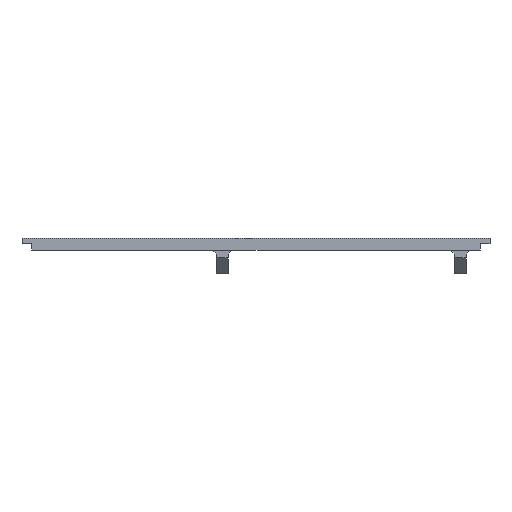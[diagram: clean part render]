
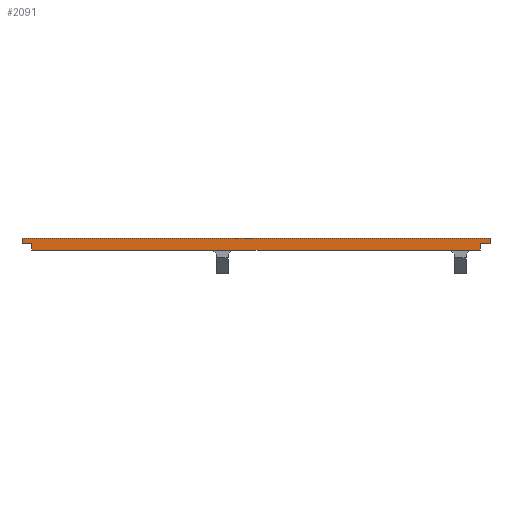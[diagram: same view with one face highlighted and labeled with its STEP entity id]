
A CAD part, front view. The second image highlights one B-rep face of the part: STEP entity #2091.
In plain terms, the highlighted planar face has unit normal (0, -1, 0).
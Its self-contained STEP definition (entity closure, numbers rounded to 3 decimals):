
#156 = PLANE('',#157);
#157 = AXIS2_PLACEMENT_3D('',#158,#159,#160);
#158 = CARTESIAN_POINT('',(56.19,-125.,-3.));
#159 = DIRECTION('',(0.,0.,1.));
#160 = DIRECTION('',(1.,0.,0.));
#600 = VERTEX_POINT('',#601);
#601 = CARTESIAN_POINT('',(2.5,-250.,-3.));
#615 = PLANE('',#616);
#616 = AXIS2_PLACEMENT_3D('',#617,#618,#619);
#617 = CARTESIAN_POINT('',(2.5,-250.,-3.));
#618 = DIRECTION('',(1.,0.,0.));
#619 = DIRECTION('',(0.,0.,1.));
#627 = EDGE_CURVE('',#600,#628,#630,.T.);
#628 = VERTEX_POINT('',#629);
#629 = CARTESIAN_POINT('',(115.5,-250.,-3.));
#630 = SURFACE_CURVE('',#631,(#635,#642),.PCURVE_S1.);
#631 = LINE('',#632,#633);
#632 = CARTESIAN_POINT('',(0.,-250.,-3.));
#633 = VECTOR('',#634,1.);
#634 = DIRECTION('',(1.,0.,0.));
#635 = PCURVE('',#156,#636);
#636 = DEFINITIONAL_REPRESENTATION('',(#637),#641);
#637 = LINE('',#638,#639);
#638 = CARTESIAN_POINT('',(-56.19,-125.));
#639 = VECTOR('',#640,1.);
#640 = DIRECTION('',(1.,0.));
#641 = ( GEOMETRIC_REPRESENTATION_CONTEXT(2) 
PARAMETRIC_REPRESENTATION_CONTEXT() REPRESENTATION_CONTEXT('2D SPACE',''
  ) );
#642 = PCURVE('',#643,#648);
#643 = PLANE('',#644);
#644 = AXIS2_PLACEMENT_3D('',#645,#646,#647);
#645 = CARTESIAN_POINT('',(0.,-250.,0.));
#646 = DIRECTION('',(0.,-1.,0.));
#647 = DIRECTION('',(1.,0.,0.));
#648 = DEFINITIONAL_REPRESENTATION('',(#649),#653);
#649 = LINE('',#650,#651);
#650 = CARTESIAN_POINT('',(0.,-3.));
#651 = VECTOR('',#652,1.);
#652 = DIRECTION('',(1.,0.));
#653 = ( GEOMETRIC_REPRESENTATION_CONTEXT(2) 
PARAMETRIC_REPRESENTATION_CONTEXT() REPRESENTATION_CONTEXT('2D SPACE',''
  ) );
#669 = PLANE('',#670);
#670 = AXIS2_PLACEMENT_3D('',#671,#672,#673);
#671 = CARTESIAN_POINT('',(115.5,-250.,-1.35));
#672 = DIRECTION('',(-1.,0.,0.));
#673 = DIRECTION('',(0.,0.,-1.));
#1827 = PLANE('',#1828);
#1828 = AXIS2_PLACEMENT_3D('',#1829,#1830,#1831);
#1829 = CARTESIAN_POINT('',(56.19,-125.,0.));
#1830 = DIRECTION('',(0.,0.,1.));
#1831 = DIRECTION('',(1.,0.,0.));
#1855 = PLANE('',#1856);
#1856 = AXIS2_PLACEMENT_3D('',#1857,#1858,#1859);
#1857 = CARTESIAN_POINT('',(118.,-250.,0.));
#1858 = DIRECTION('',(1.,0.,0.));
#1859 = DIRECTION('',(0.,1.,0.));
#1883 = PLANE('',#1884);
#1884 = AXIS2_PLACEMENT_3D('',#1885,#1886,#1887);
#1885 = CARTESIAN_POINT('',(118.,-250.,-1.35));
#1886 = DIRECTION('',(0.,0.,1.));
#1887 = DIRECTION('',(-1.,0.,0.));
#1956 = PLANE('',#1957);
#1957 = AXIS2_PLACEMENT_3D('',#1958,#1959,#1960);
#1958 = CARTESIAN_POINT('',(2.5,-250.,-1.35));
#1959 = DIRECTION('',(0.,0.,1.));
#1960 = DIRECTION('',(-1.,0.,0.));
#1982 = PLANE('',#1983);
#1983 = AXIS2_PLACEMENT_3D('',#1984,#1985,#1986);
#1984 = CARTESIAN_POINT('',(0.,0.,0.));
#1985 = DIRECTION('',(-1.,0.,0.));
#1986 = DIRECTION('',(0.,-1.,0.));
#1997 = EDGE_CURVE('',#1998,#628,#2000,.T.);
#1998 = VERTEX_POINT('',#1999);
#1999 = CARTESIAN_POINT('',(115.5,-250.,-1.35));
#2000 = SURFACE_CURVE('',#2001,(#2005,#2012),.PCURVE_S1.);
#2001 = LINE('',#2002,#2003);
#2002 = CARTESIAN_POINT('',(115.5,-250.,-1.35));
#2003 = VECTOR('',#2004,1.);
#2004 = DIRECTION('',(0.,0.,-1.));
#2005 = PCURVE('',#669,#2006);
#2006 = DEFINITIONAL_REPRESENTATION('',(#2007),#2011);
#2007 = LINE('',#2008,#2009);
#2008 = CARTESIAN_POINT('',(0.,0.));
#2009 = VECTOR('',#2010,1.);
#2010 = DIRECTION('',(1.,0.));
#2011 = ( GEOMETRIC_REPRESENTATION_CONTEXT(2) 
PARAMETRIC_REPRESENTATION_CONTEXT() REPRESENTATION_CONTEXT('2D SPACE',''
  ) );
#2012 = PCURVE('',#643,#2013);
#2013 = DEFINITIONAL_REPRESENTATION('',(#2014),#2018);
#2014 = LINE('',#2015,#2016);
#2015 = CARTESIAN_POINT('',(115.5,-1.35));
#2016 = VECTOR('',#2017,1.);
#2017 = DIRECTION('',(0.,-1.));
#2018 = ( GEOMETRIC_REPRESENTATION_CONTEXT(2) 
PARAMETRIC_REPRESENTATION_CONTEXT() REPRESENTATION_CONTEXT('2D SPACE',''
  ) );
#2046 = EDGE_CURVE('',#600,#2047,#2049,.T.);
#2047 = VERTEX_POINT('',#2048);
#2048 = CARTESIAN_POINT('',(2.5,-250.,-1.35));
#2049 = SURFACE_CURVE('',#2050,(#2054,#2061),.PCURVE_S1.);
#2050 = LINE('',#2051,#2052);
#2051 = CARTESIAN_POINT('',(2.5,-250.,-3.));
#2052 = VECTOR('',#2053,1.);
#2053 = DIRECTION('',(0.,0.,1.));
#2054 = PCURVE('',#615,#2055);
#2055 = DEFINITIONAL_REPRESENTATION('',(#2056),#2060);
#2056 = LINE('',#2057,#2058);
#2057 = CARTESIAN_POINT('',(0.,0.));
#2058 = VECTOR('',#2059,1.);
#2059 = DIRECTION('',(1.,0.));
#2060 = ( GEOMETRIC_REPRESENTATION_CONTEXT(2) 
PARAMETRIC_REPRESENTATION_CONTEXT() REPRESENTATION_CONTEXT('2D SPACE',''
  ) );
#2061 = PCURVE('',#643,#2062);
#2062 = DEFINITIONAL_REPRESENTATION('',(#2063),#2067);
#2063 = LINE('',#2064,#2065);
#2064 = CARTESIAN_POINT('',(2.5,-3.));
#2065 = VECTOR('',#2066,1.);
#2066 = DIRECTION('',(0.,1.));
#2067 = ( GEOMETRIC_REPRESENTATION_CONTEXT(2) 
PARAMETRIC_REPRESENTATION_CONTEXT() REPRESENTATION_CONTEXT('2D SPACE',''
  ) );
#2091 = ADVANCED_FACE('',(#2092),#643,.T.);
#2092 = FACE_BOUND('',#2093,.T.);
#2093 = EDGE_LOOP('',(#2094,#2119,#2142,#2163,#2164,#2165,#2166,#2189));
#2094 = ORIENTED_EDGE('',*,*,#2095,.F.);
#2095 = EDGE_CURVE('',#2096,#2098,#2100,.T.);
#2096 = VERTEX_POINT('',#2097);
#2097 = CARTESIAN_POINT('',(0.,-250.,0.));
#2098 = VERTEX_POINT('',#2099);
#2099 = CARTESIAN_POINT('',(118.,-250.,0.));
#2100 = SURFACE_CURVE('',#2101,(#2105,#2112),.PCURVE_S1.);
#2101 = LINE('',#2102,#2103);
#2102 = CARTESIAN_POINT('',(0.,-250.,0.));
#2103 = VECTOR('',#2104,1.);
#2104 = DIRECTION('',(1.,0.,0.));
#2105 = PCURVE('',#643,#2106);
#2106 = DEFINITIONAL_REPRESENTATION('',(#2107),#2111);
#2107 = LINE('',#2108,#2109);
#2108 = CARTESIAN_POINT('',(0.,0.));
#2109 = VECTOR('',#2110,1.);
#2110 = DIRECTION('',(1.,0.));
#2111 = ( GEOMETRIC_REPRESENTATION_CONTEXT(2) 
PARAMETRIC_REPRESENTATION_CONTEXT() REPRESENTATION_CONTEXT('2D SPACE',''
  ) );
#2112 = PCURVE('',#1827,#2113);
#2113 = DEFINITIONAL_REPRESENTATION('',(#2114),#2118);
#2114 = LINE('',#2115,#2116);
#2115 = CARTESIAN_POINT('',(-56.19,-125.));
#2116 = VECTOR('',#2117,1.);
#2117 = DIRECTION('',(1.,0.));
#2118 = ( GEOMETRIC_REPRESENTATION_CONTEXT(2) 
PARAMETRIC_REPRESENTATION_CONTEXT() REPRESENTATION_CONTEXT('2D SPACE',''
  ) );
#2119 = ORIENTED_EDGE('',*,*,#2120,.T.);
#2120 = EDGE_CURVE('',#2096,#2121,#2123,.T.);
#2121 = VERTEX_POINT('',#2122);
#2122 = CARTESIAN_POINT('',(0.,-250.,-1.35));
#2123 = SURFACE_CURVE('',#2124,(#2128,#2135),.PCURVE_S1.);
#2124 = LINE('',#2125,#2126);
#2125 = CARTESIAN_POINT('',(0.,-250.,0.));
#2126 = VECTOR('',#2127,1.);
#2127 = DIRECTION('',(-0.,-0.,-1.));
#2128 = PCURVE('',#643,#2129);
#2129 = DEFINITIONAL_REPRESENTATION('',(#2130),#2134);
#2130 = LINE('',#2131,#2132);
#2131 = CARTESIAN_POINT('',(0.,0.));
#2132 = VECTOR('',#2133,1.);
#2133 = DIRECTION('',(0.,-1.));
#2134 = ( GEOMETRIC_REPRESENTATION_CONTEXT(2) 
PARAMETRIC_REPRESENTATION_CONTEXT() REPRESENTATION_CONTEXT('2D SPACE',''
  ) );
#2135 = PCURVE('',#1982,#2136);
#2136 = DEFINITIONAL_REPRESENTATION('',(#2137),#2141);
#2137 = LINE('',#2138,#2139);
#2138 = CARTESIAN_POINT('',(250.,0.));
#2139 = VECTOR('',#2140,1.);
#2140 = DIRECTION('',(0.,-1.));
#2141 = ( GEOMETRIC_REPRESENTATION_CONTEXT(2) 
PARAMETRIC_REPRESENTATION_CONTEXT() REPRESENTATION_CONTEXT('2D SPACE',''
  ) );
#2142 = ORIENTED_EDGE('',*,*,#2143,.F.);
#2143 = EDGE_CURVE('',#2047,#2121,#2144,.T.);
#2144 = SURFACE_CURVE('',#2145,(#2149,#2156),.PCURVE_S1.);
#2145 = LINE('',#2146,#2147);
#2146 = CARTESIAN_POINT('',(2.5,-250.,-1.35));
#2147 = VECTOR('',#2148,1.);
#2148 = DIRECTION('',(-1.,0.,0.));
#2149 = PCURVE('',#643,#2150);
#2150 = DEFINITIONAL_REPRESENTATION('',(#2151),#2155);
#2151 = LINE('',#2152,#2153);
#2152 = CARTESIAN_POINT('',(2.5,-1.35));
#2153 = VECTOR('',#2154,1.);
#2154 = DIRECTION('',(-1.,0.));
#2155 = ( GEOMETRIC_REPRESENTATION_CONTEXT(2) 
PARAMETRIC_REPRESENTATION_CONTEXT() REPRESENTATION_CONTEXT('2D SPACE',''
  ) );
#2156 = PCURVE('',#1956,#2157);
#2157 = DEFINITIONAL_REPRESENTATION('',(#2158),#2162);
#2158 = LINE('',#2159,#2160);
#2159 = CARTESIAN_POINT('',(0.,0.));
#2160 = VECTOR('',#2161,1.);
#2161 = DIRECTION('',(1.,0.));
#2162 = ( GEOMETRIC_REPRESENTATION_CONTEXT(2) 
PARAMETRIC_REPRESENTATION_CONTEXT() REPRESENTATION_CONTEXT('2D SPACE',''
  ) );
#2163 = ORIENTED_EDGE('',*,*,#2046,.F.);
#2164 = ORIENTED_EDGE('',*,*,#627,.T.);
#2165 = ORIENTED_EDGE('',*,*,#1997,.F.);
#2166 = ORIENTED_EDGE('',*,*,#2167,.F.);
#2167 = EDGE_CURVE('',#2168,#1998,#2170,.T.);
#2168 = VERTEX_POINT('',#2169);
#2169 = CARTESIAN_POINT('',(118.,-250.,-1.35));
#2170 = SURFACE_CURVE('',#2171,(#2175,#2182),.PCURVE_S1.);
#2171 = LINE('',#2172,#2173);
#2172 = CARTESIAN_POINT('',(118.,-250.,-1.35));
#2173 = VECTOR('',#2174,1.);
#2174 = DIRECTION('',(-1.,0.,0.));
#2175 = PCURVE('',#643,#2176);
#2176 = DEFINITIONAL_REPRESENTATION('',(#2177),#2181);
#2177 = LINE('',#2178,#2179);
#2178 = CARTESIAN_POINT('',(118.,-1.35));
#2179 = VECTOR('',#2180,1.);
#2180 = DIRECTION('',(-1.,0.));
#2181 = ( GEOMETRIC_REPRESENTATION_CONTEXT(2) 
PARAMETRIC_REPRESENTATION_CONTEXT() REPRESENTATION_CONTEXT('2D SPACE',''
  ) );
#2182 = PCURVE('',#1883,#2183);
#2183 = DEFINITIONAL_REPRESENTATION('',(#2184),#2188);
#2184 = LINE('',#2185,#2186);
#2185 = CARTESIAN_POINT('',(0.,0.));
#2186 = VECTOR('',#2187,1.);
#2187 = DIRECTION('',(1.,0.));
#2188 = ( GEOMETRIC_REPRESENTATION_CONTEXT(2) 
PARAMETRIC_REPRESENTATION_CONTEXT() REPRESENTATION_CONTEXT('2D SPACE',''
  ) );
#2189 = ORIENTED_EDGE('',*,*,#2190,.F.);
#2190 = EDGE_CURVE('',#2098,#2168,#2191,.T.);
#2191 = SURFACE_CURVE('',#2192,(#2196,#2203),.PCURVE_S1.);
#2192 = LINE('',#2193,#2194);
#2193 = CARTESIAN_POINT('',(118.,-250.,0.));
#2194 = VECTOR('',#2195,1.);
#2195 = DIRECTION('',(-0.,-0.,-1.));
#2196 = PCURVE('',#643,#2197);
#2197 = DEFINITIONAL_REPRESENTATION('',(#2198),#2202);
#2198 = LINE('',#2199,#2200);
#2199 = CARTESIAN_POINT('',(118.,0.));
#2200 = VECTOR('',#2201,1.);
#2201 = DIRECTION('',(0.,-1.));
#2202 = ( GEOMETRIC_REPRESENTATION_CONTEXT(2) 
PARAMETRIC_REPRESENTATION_CONTEXT() REPRESENTATION_CONTEXT('2D SPACE',''
  ) );
#2203 = PCURVE('',#1855,#2204);
#2204 = DEFINITIONAL_REPRESENTATION('',(#2205),#2209);
#2205 = LINE('',#2206,#2207);
#2206 = CARTESIAN_POINT('',(0.,0.));
#2207 = VECTOR('',#2208,1.);
#2208 = DIRECTION('',(0.,-1.));
#2209 = ( GEOMETRIC_REPRESENTATION_CONTEXT(2) 
PARAMETRIC_REPRESENTATION_CONTEXT() REPRESENTATION_CONTEXT('2D SPACE',''
  ) );
